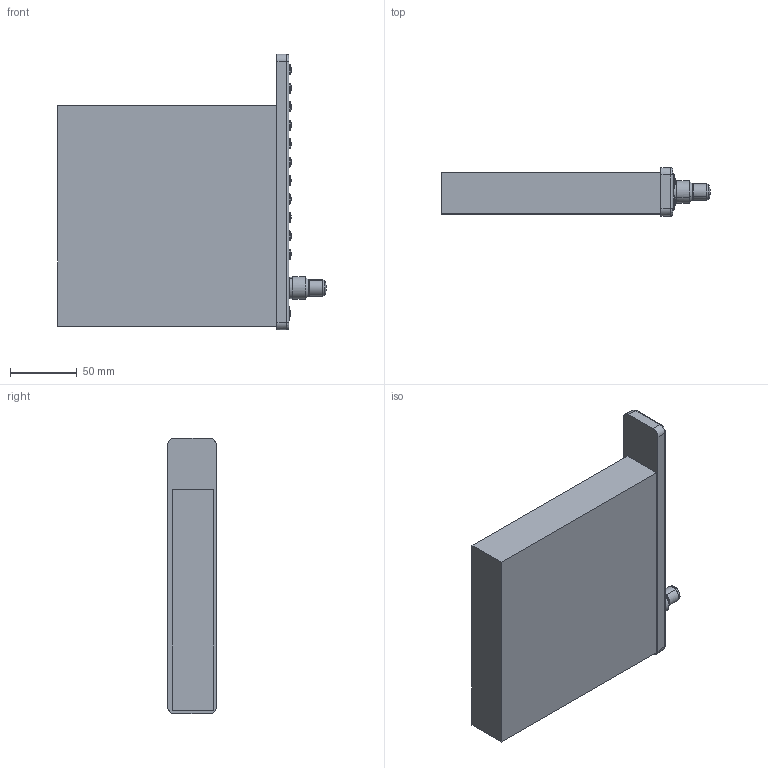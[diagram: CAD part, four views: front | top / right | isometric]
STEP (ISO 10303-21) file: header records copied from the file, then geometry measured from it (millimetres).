
FILE_DESCRIPTION(('FreeCAD Model'),'2;1');
FILE_NAME('Open CASCADE Shape Model','2025-04-27T04:42:51',('FreeCAD'),( 'FreeCAD'),'Open CASCADE STEP processor 7.6','FreeCAD','Unknown');
FILE_SCHEMA(('AUTOMOTIVE_DESIGN { 1 0 10303 214 1 1 1 1 }'));
Products named in the file (1): Open CASCADE STEP translator 7.6 1
Bounding box: 200.95 x 36.16 x 206.19 mm (x, y, z)
Surface area: 102144.5 mm2 (no closed solid volume)
Topology: 0 solids, 975 shells, 975 faces, 8535 edges, 8531 vertices
Faces by surface type: bspline 975
Entity records: 112972 total; most frequent: CARTESIAN_POINT 75198, ORIENTED_EDGE 8531, EDGE_CURVE 8531, VERTEX_POINT 8531, B_SPLINE_CURVE_WITH_KNOTS 6780, FACE_BOUND 1039, EDGE_LOOP 1039, SHELL_BASED_SURFACE_MODEL 975
